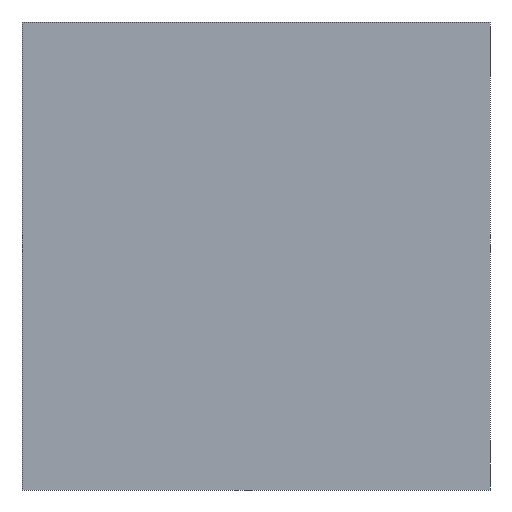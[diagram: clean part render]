
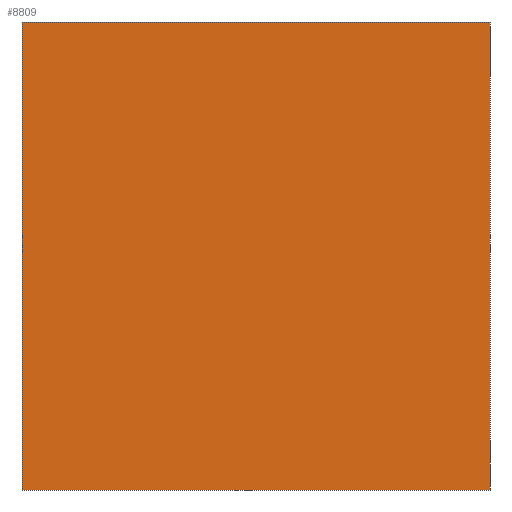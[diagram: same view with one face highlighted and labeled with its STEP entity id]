
A CAD part, front view. The second image highlights one B-rep face of the part: STEP entity #8809.
In plain terms, the highlighted planar face has unit normal (0, -1, 0).
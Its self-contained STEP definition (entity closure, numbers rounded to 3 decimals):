
#1286=VECTOR('',#11443,1.);
#1290=VECTOR('',#11448,1.);
#1293=VECTOR('',#11452,1.);
#1296=VECTOR('',#11456,1.);
#1889=LINE('',#13767,#1286);
#1893=LINE('',#13776,#1290);
#1896=LINE('',#13782,#1293);
#1899=LINE('',#13788,#1296);
#2162=PLANE('',#9566);
#2858=VERTEX_POINT('',#13768);
#2859=VERTEX_POINT('',#13769);
#2862=VERTEX_POINT('',#13777);
#2864=VERTEX_POINT('',#13783);
#4252=EDGE_CURVE('',#2858,#2859,#1889,.T.);
#4256=EDGE_CURVE('',#2859,#2862,#1893,.T.);
#4259=EDGE_CURVE('',#2862,#2864,#1896,.T.);
#4262=EDGE_CURVE('',#2864,#2858,#1899,.T.);
#6256=ORIENTED_EDGE('',*,*,#4252,.F.);
#6257=ORIENTED_EDGE('',*,*,#4262,.F.);
#6258=ORIENTED_EDGE('',*,*,#4259,.F.);
#6259=ORIENTED_EDGE('',*,*,#4256,.F.);
#7337=EDGE_LOOP('',(#6256,#6257,#6258,#6259));
#8239=FACE_BOUND('',#7337,.T.);
#8809=ADVANCED_FACE('',(#8239),#2162,.F.);
#9566=AXIS2_PLACEMENT_3D('',#13790,#11458,$);
#11443=DIRECTION('',(1.,0.,0.));
#11448=DIRECTION('',(0.,0.,-1.));
#11452=DIRECTION('',(-1.,0.,0.));
#11456=DIRECTION('',(0.,0.,1.));
#11458=DIRECTION('',(0.,1.,0.));
#13767=CARTESIAN_POINT('',(-33.02,-0.953,33.02));
#13768=CARTESIAN_POINT('',(-33.02,-0.953,33.02));
#13769=CARTESIAN_POINT('',(33.02,-0.953,33.02));
#13776=CARTESIAN_POINT('',(33.02,-0.953,33.02));
#13777=CARTESIAN_POINT('',(33.02,-0.953,-33.02));
#13782=CARTESIAN_POINT('',(33.02,-0.953,-33.02));
#13783=CARTESIAN_POINT('',(-33.02,-0.953,-33.02));
#13788=CARTESIAN_POINT('',(-33.02,-0.953,-33.02));
#13790=CARTESIAN_POINT('',(0.,-0.953,0.));
